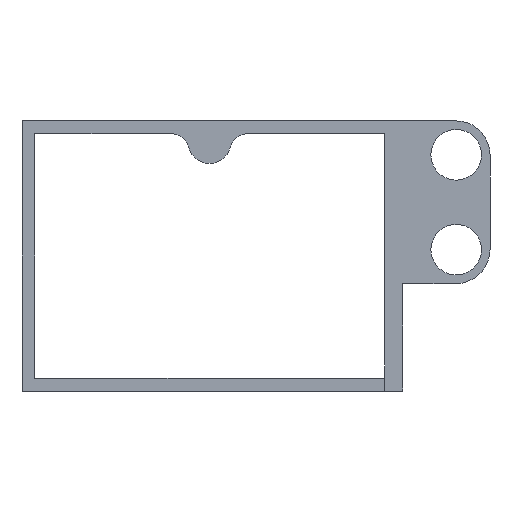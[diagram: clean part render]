
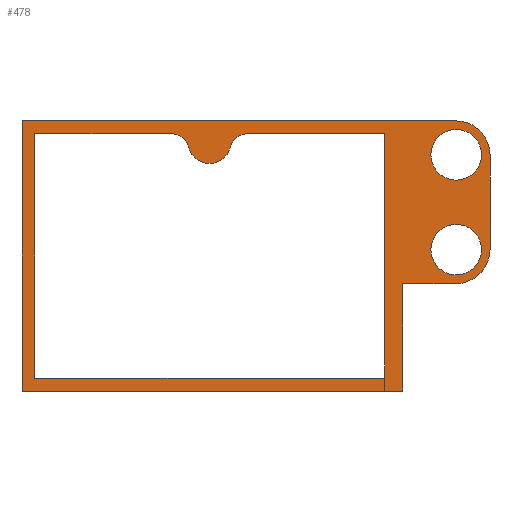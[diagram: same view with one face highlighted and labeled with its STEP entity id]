
A CAD part, front view. The second image highlights one B-rep face of the part: STEP entity #478.
In plain terms, the highlighted planar face has unit normal (0, -1, 0).
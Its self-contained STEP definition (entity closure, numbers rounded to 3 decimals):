
#18=FACE_BOUND('',#88,.T.);
#19=FACE_BOUND('',#89,.T.);
#35=PLANE('',#532);
#59=FACE_OUTER_BOUND('',#87,.T.);
#87=EDGE_LOOP('',(#422,#423,#424,#425,#426,#427,#428,#429,#430,#431,#432,
#433,#434,#435,#436,#437,#438,#439,#440));
#88=EDGE_LOOP('',(#441));
#89=EDGE_LOOP('',(#442));
#98=LINE('',#697,#148);
#115=LINE('',#745,#165);
#117=LINE('',#749,#167);
#119=LINE('',#753,#169);
#121=LINE('',#757,#171);
#124=LINE('',#765,#174);
#127=LINE('',#773,#177);
#129=LINE('',#777,#179);
#131=LINE('',#781,#181);
#133=LINE('',#784,#183);
#135=LINE('',#787,#185);
#136=LINE('',#790,#186);
#138=LINE('',#794,#188);
#140=LINE('',#797,#190);
#148=VECTOR('',#564,10.);
#165=VECTOR('',#603,10.);
#167=VECTOR('',#607,10.);
#169=VECTOR('',#611,10.);
#171=VECTOR('',#615,10.);
#174=VECTOR('',#624,10.);
#177=VECTOR('',#633,10.);
#179=VECTOR('',#637,10.);
#181=VECTOR('',#641,10.);
#183=VECTOR('',#645,10.);
#185=VECTOR('',#649,10.);
#186=VECTOR('',#652,10.);
#188=VECTOR('',#656,10.);
#190=VECTOR('',#660,10.);
#193=CIRCLE('',#497,3.);
#195=CIRCLE('',#500,3.381);
#197=CIRCLE('',#503,3.);
#203=CIRCLE('',#512,4.);
#204=CIRCLE('',#514,4.);
#205=CIRCLE('',#520,5.35);
#206=CIRCLE('',#523,5.35);
#210=VERTEX_POINT('',#675);
#211=VERTEX_POINT('',#677);
#213=VERTEX_POINT('',#683);
#215=VERTEX_POINT('',#689);
#217=VERTEX_POINT('',#695);
#234=VERTEX_POINT('',#734);
#235=VERTEX_POINT('',#738);
#236=VERTEX_POINT('',#742);
#237=VERTEX_POINT('',#744);
#238=VERTEX_POINT('',#748);
#239=VERTEX_POINT('',#752);
#240=VERTEX_POINT('',#756);
#241=VERTEX_POINT('',#760);
#242=VERTEX_POINT('',#764);
#243=VERTEX_POINT('',#768);
#244=VERTEX_POINT('',#772);
#245=VERTEX_POINT('',#776);
#246=VERTEX_POINT('',#780);
#247=VERTEX_POINT('',#789);
#248=VERTEX_POINT('',#793);
#252=EDGE_CURVE('',#210,#211,#193,.T.);
#256=EDGE_CURVE('',#210,#213,#195,.T.);
#259=EDGE_CURVE('',#215,#213,#197,.T.);
#262=EDGE_CURVE('',#215,#217,#98,.T.);
#281=EDGE_CURVE('',#234,#234,#203,.T.);
#283=EDGE_CURVE('',#235,#235,#204,.T.);
#286=EDGE_CURVE('',#237,#236,#115,.T.);
#288=EDGE_CURVE('',#238,#237,#117,.T.);
#290=EDGE_CURVE('',#239,#238,#119,.T.);
#292=EDGE_CURVE('',#240,#239,#121,.T.);
#294=EDGE_CURVE('',#241,#240,#205,.T.);
#296=EDGE_CURVE('',#242,#241,#124,.T.);
#298=EDGE_CURVE('',#243,#242,#206,.T.);
#300=EDGE_CURVE('',#244,#243,#127,.T.);
#302=EDGE_CURVE('',#245,#244,#129,.T.);
#304=EDGE_CURVE('',#246,#245,#131,.T.);
#306=EDGE_CURVE('',#237,#246,#133,.T.);
#308=EDGE_CURVE('',#217,#237,#135,.T.);
#309=EDGE_CURVE('',#247,#211,#136,.T.);
#311=EDGE_CURVE('',#248,#247,#138,.T.);
#313=EDGE_CURVE('',#236,#248,#140,.T.);
#422=ORIENTED_EDGE('',*,*,#313,.T.);
#423=ORIENTED_EDGE('',*,*,#311,.T.);
#424=ORIENTED_EDGE('',*,*,#309,.T.);
#425=ORIENTED_EDGE('',*,*,#252,.F.);
#426=ORIENTED_EDGE('',*,*,#256,.T.);
#427=ORIENTED_EDGE('',*,*,#259,.F.);
#428=ORIENTED_EDGE('',*,*,#262,.T.);
#429=ORIENTED_EDGE('',*,*,#308,.T.);
#430=ORIENTED_EDGE('',*,*,#306,.T.);
#431=ORIENTED_EDGE('',*,*,#304,.T.);
#432=ORIENTED_EDGE('',*,*,#302,.T.);
#433=ORIENTED_EDGE('',*,*,#300,.T.);
#434=ORIENTED_EDGE('',*,*,#298,.T.);
#435=ORIENTED_EDGE('',*,*,#296,.T.);
#436=ORIENTED_EDGE('',*,*,#294,.T.);
#437=ORIENTED_EDGE('',*,*,#292,.T.);
#438=ORIENTED_EDGE('',*,*,#290,.T.);
#439=ORIENTED_EDGE('',*,*,#288,.T.);
#440=ORIENTED_EDGE('',*,*,#286,.T.);
#441=ORIENTED_EDGE('',*,*,#283,.T.);
#442=ORIENTED_EDGE('',*,*,#281,.T.);
#478=ADVANCED_FACE('',(#59,#18,#19),#35,.T.);
#497=AXIS2_PLACEMENT_3D('',#678,#543,#544);
#500=AXIS2_PLACEMENT_3D('',#685,#551,#552);
#503=AXIS2_PLACEMENT_3D('',#691,#558,#559);
#512=AXIS2_PLACEMENT_3D('',#735,#592,#593);
#514=AXIS2_PLACEMENT_3D('',#739,#597,#598);
#520=AXIS2_PLACEMENT_3D('',#761,#619,#620);
#523=AXIS2_PLACEMENT_3D('',#769,#628,#629);
#532=AXIS2_PLACEMENT_3D('',#798,#661,#662);
#543=DIRECTION('center_axis',(0.,-1.,0.));
#544=DIRECTION('ref_axis',(0.609,0.,0.793));
#551=DIRECTION('center_axis',(0.,-1.,0.));
#552=DIRECTION('ref_axis',(1.,0.,0.));
#558=DIRECTION('center_axis',(0.,-1.,0.));
#559=DIRECTION('ref_axis',(-0.609,0.,0.793));
#564=DIRECTION('',(1.,0.,0.));
#592=DIRECTION('center_axis',(0.,1.,0.));
#593=DIRECTION('ref_axis',(1.,0.,0.));
#597=DIRECTION('center_axis',(0.,1.,0.));
#598=DIRECTION('ref_axis',(1.,0.,0.));
#603=DIRECTION('',(-0.012,0.,1.));
#607=DIRECTION('',(1.,0.,0.));
#611=DIRECTION('',(0.,0.,-1.));
#615=DIRECTION('',(-1.,0.,0.));
#619=DIRECTION('center_axis',(0.,-1.,0.));
#620=DIRECTION('ref_axis',(1.,0.,0.));
#624=DIRECTION('',(0.,0.,1.));
#628=DIRECTION('center_axis',(0.,-1.,0.));
#629=DIRECTION('ref_axis',(1.,0.,0.));
#633=DIRECTION('',(1.,0.,0.));
#637=DIRECTION('',(0.,0.,1.));
#641=DIRECTION('',(-0.003,0.,1.));
#645=DIRECTION('',(1.,0.,0.));
#649=DIRECTION('',(0.,0.,-1.));
#652=DIRECTION('',(1.,0.,0.));
#656=DIRECTION('',(0.,0.,1.));
#660=DIRECTION('',(-1.,0.,0.));
#661=DIRECTION('center_axis',(0.,-1.,0.));
#662=DIRECTION('ref_axis',(1.,0.,0.));
#675=CARTESIAN_POINT('',(-157.266,-1.7,75.126));
#677=CARTESIAN_POINT('',(-160.164,-1.7,77.35));
#678=CARTESIAN_POINT('Origin',(-160.164,-1.7,74.35));
#683=CARTESIAN_POINT('',(-150.734,-1.7,75.126));
#685=CARTESIAN_POINT('Origin',(-154.,-1.7,76.));
#689=CARTESIAN_POINT('',(-147.836,-1.7,77.35));
#691=CARTESIAN_POINT('Origin',(-147.836,-1.7,74.35));
#695=CARTESIAN_POINT('',(-126.294,-1.7,77.35));
#697=CARTESIAN_POINT('',(-181.64,-1.7,77.35));
#734=CARTESIAN_POINT('',(-119.,-1.7,74.));
#735=CARTESIAN_POINT('Origin',(-115.,-1.7,74.));
#738=CARTESIAN_POINT('',(-119.,-1.7,59.));
#739=CARTESIAN_POINT('Origin',(-115.,-1.7,59.));
#742=CARTESIAN_POINT('',(-126.318,-1.7,38.65));
#744=CARTESIAN_POINT('',(-126.294,-1.7,36.65));
#745=CARTESIAN_POINT('',(-126.33,-1.7,39.64));
#748=CARTESIAN_POINT('',(-183.64,-1.7,36.65));
#749=CARTESIAN_POINT('',(-104.5,-1.7,36.65));
#752=CARTESIAN_POINT('',(-183.64,-1.7,79.35));
#753=CARTESIAN_POINT('',(-183.64,-1.7,79.35));
#756=CARTESIAN_POINT('',(-115.,-1.7,79.35));
#757=CARTESIAN_POINT('',(-183.,-1.7,79.35));
#760=CARTESIAN_POINT('',(-109.65,-1.7,74.));
#761=CARTESIAN_POINT('Origin',(-115.,-1.7,74.));
#764=CARTESIAN_POINT('',(-109.65,-1.7,59.));
#765=CARTESIAN_POINT('',(-109.65,-1.7,74.));
#768=CARTESIAN_POINT('',(-115.,-1.7,53.65));
#769=CARTESIAN_POINT('Origin',(-115.,-1.7,59.));
#772=CARTESIAN_POINT('',(-123.44,-1.7,53.65));
#773=CARTESIAN_POINT('',(-115.,-1.7,53.65));
#776=CARTESIAN_POINT('',(-123.44,-1.7,43.412));
#777=CARTESIAN_POINT('',(-123.44,-1.7,77.757));
#780=CARTESIAN_POINT('',(-123.421,-1.7,36.65));
#781=CARTESIAN_POINT('',(-123.44,-1.7,43.412));
#784=CARTESIAN_POINT('',(-104.5,-1.7,36.65));
#787=CARTESIAN_POINT('',(-126.294,-1.7,77.35));
#789=CARTESIAN_POINT('',(-181.64,-1.7,77.35));
#790=CARTESIAN_POINT('',(-181.64,-1.7,77.35));
#793=CARTESIAN_POINT('',(-181.64,-1.7,38.65));
#794=CARTESIAN_POINT('',(-181.64,-1.7,38.65));
#797=CARTESIAN_POINT('',(-126.294,-1.7,38.65));
#798=CARTESIAN_POINT('Origin',(-146.645,-1.7,58.));
